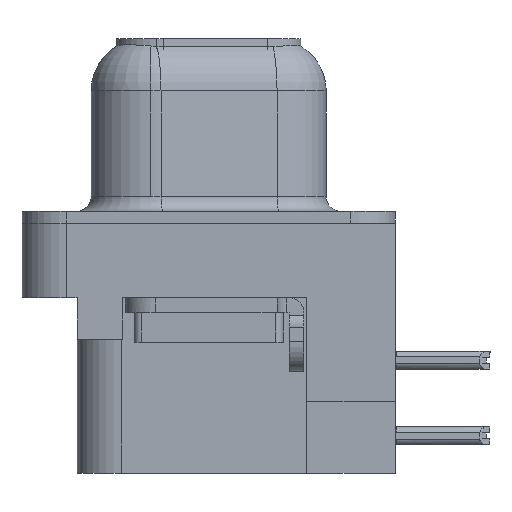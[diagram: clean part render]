
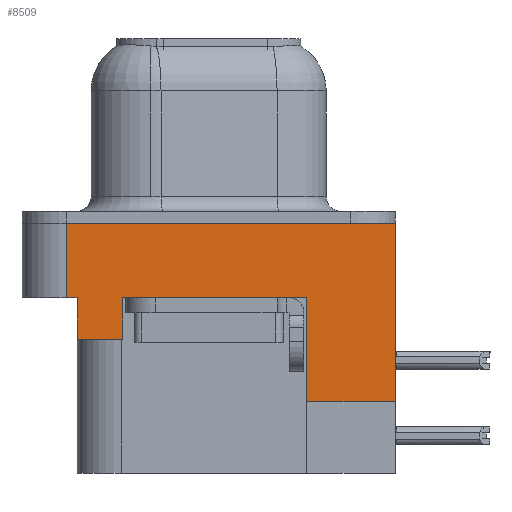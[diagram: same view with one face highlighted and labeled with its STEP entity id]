
A CAD part, left-side view. The second image highlights one B-rep face of the part: STEP entity #8509.
In plain terms, the highlighted planar face has unit normal (-1, 0, 0).
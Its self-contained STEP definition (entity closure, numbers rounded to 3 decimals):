
#78 = LINE ( 'NONE', #1415, #16295 ) ;
#112 = EDGE_CURVE ( 'NONE', #5498, #552, #11121, .T. ) ;
#214 = LINE ( 'NONE', #18589, #16945 ) ;
#255 = LINE ( 'NONE', #15668, #15972 ) ;
#298 = CARTESIAN_POINT ( 'NONE',  ( -2.91, -6.275, 0. ) ) ;
#552 = VERTEX_POINT ( 'NONE', #17578 ) ;
#592 = VERTEX_POINT ( 'NONE', #18407 ) ;
#919 = EDGE_CURVE ( 'NONE', #6354, #1001, #9558, .T. ) ;
#1001 = VERTEX_POINT ( 'NONE', #19375 ) ;
#1415 = CARTESIAN_POINT ( 'NONE',  ( -2.91, -3.295, -8.4 ) ) ;
#1441 = VECTOR ( 'NONE', #6364, 1000. ) ;
#1912 = DIRECTION ( 'NONE',  ( 0., 0., 1. ) ) ;
#2512 = DIRECTION ( 'NONE',  ( 0., 0., 1. ) ) ;
#2794 = CARTESIAN_POINT ( 'NONE',  ( -2.91, 4.775, -2.5 ) ) ;
#2873 = EDGE_CURVE ( 'NONE', #7710, #3241, #78, .T. ) ;
#3241 = VERTEX_POINT ( 'NONE', #8583 ) ;
#4172 = DIRECTION ( 'NONE',  ( -1., 0., 0. ) ) ;
#5152 = CARTESIAN_POINT ( 'NONE',  ( -2.91, 2.895, -3.9 ) ) ;
#5498 = VERTEX_POINT ( 'NONE', #7447 ) ;
#5561 = CARTESIAN_POINT ( 'NONE',  ( -2.91, 4.775, -2.5 ) ) ;
#5606 = CARTESIAN_POINT ( 'NONE',  ( -2.91, -6.275, -2.5 ) ) ;
#5888 = VERTEX_POINT ( 'NONE', #11416 ) ;
#6330 = LINE ( 'NONE', #5152, #17666 ) ;
#6354 = VERTEX_POINT ( 'NONE', #17166 ) ;
#6364 = DIRECTION ( 'NONE',  ( 0., -1., 0. ) ) ;
#6605 = CARTESIAN_POINT ( 'NONE',  ( -2.91, -3.295, -6. ) ) ;
#6881 = VERTEX_POINT ( 'NONE', #5561 ) ;
#7244 = DIRECTION ( 'NONE',  ( 0., -1., 0. ) ) ;
#7303 = VECTOR ( 'NONE', #14494, 1000. ) ;
#7330 = ORIENTED_EDGE ( 'NONE', *, *, #13416, .T. ) ;
#7372 = DIRECTION ( 'NONE',  ( 0., 1., 0. ) ) ;
#7447 = CARTESIAN_POINT ( 'NONE',  ( -2.91, 4.425, -3.9 ) ) ;
#7648 = DIRECTION ( 'NONE',  ( 0., 0., 1. ) ) ;
#7710 = VERTEX_POINT ( 'NONE', #6605 ) ;
#7994 = EDGE_CURVE ( 'NONE', #6881, #6354, #9935, .T. ) ;
#8326 = VECTOR ( 'NONE', #18984, 1000. ) ;
#8509 = ADVANCED_FACE ( 'NONE', ( #11951 ), #13854, .T. ) ;
#8583 = CARTESIAN_POINT ( 'NONE',  ( -2.91, -3.295, -2.5 ) ) ;
#8855 = CARTESIAN_POINT ( 'NONE',  ( -2.91, 4.425, -3.9 ) ) ;
#9234 = ORIENTED_EDGE ( 'NONE', *, *, #7994, .F. ) ;
#9246 = DIRECTION ( 'NONE',  ( 0., 1., 0. ) ) ;
#9500 = AXIS2_PLACEMENT_3D ( 'NONE', #18632, #4172, #15467 ) ;
#9558 = LINE ( 'NONE', #298, #1441 ) ;
#9646 = CARTESIAN_POINT ( 'NONE',  ( -2.91, -6.275, -6. ) ) ;
#9935 = LINE ( 'NONE', #2794, #13738 ) ;
#10037 = EDGE_CURVE ( 'NONE', #592, #5888, #6330, .T. ) ;
#10605 = ORIENTED_EDGE ( 'NONE', *, *, #919, .F. ) ;
#10798 = DIRECTION ( 'NONE',  ( 0., 0., 1. ) ) ;
#10938 = VECTOR ( 'NONE', #7372, 1000. ) ;
#11121 = LINE ( 'NONE', #14208, #7303 ) ;
#11221 = ORIENTED_EDGE ( 'NONE', *, *, #11404, .F. ) ;
#11404 = EDGE_CURVE ( 'NONE', #13118, #7710, #255, .T. ) ;
#11416 = CARTESIAN_POINT ( 'NONE',  ( -2.91, 2.895, -2.5 ) ) ;
#11813 = EDGE_CURVE ( 'NONE', #592, #5498, #19459, .T. ) ;
#11951 = FACE_OUTER_BOUND ( 'NONE', #19009, .T. ) ;
#12287 = LINE ( 'NONE', #5606, #15573 ) ;
#12421 = ORIENTED_EDGE ( 'NONE', *, *, #11813, .F. ) ;
#12525 = CARTESIAN_POINT ( 'NONE',  ( -2.91, -6.275, -2.5 ) ) ;
#12961 = ORIENTED_EDGE ( 'NONE', *, *, #10037, .T. ) ;
#13118 = VERTEX_POINT ( 'NONE', #9646 ) ;
#13416 = EDGE_CURVE ( 'NONE', #13118, #1001, #214, .T. ) ;
#13738 = VECTOR ( 'NONE', #7648, 1000. ) ;
#13854 = PLANE ( 'NONE',  #9500 ) ;
#13983 = EDGE_CURVE ( 'NONE', #5888, #3241, #16926, .T. ) ;
#14208 = CARTESIAN_POINT ( 'NONE',  ( -2.91, 4.425, -3.9 ) ) ;
#14494 = DIRECTION ( 'NONE',  ( 0., 0., 1. ) ) ;
#14619 = ORIENTED_EDGE ( 'NONE', *, *, #20901, .T. ) ;
#14866 = ORIENTED_EDGE ( 'NONE', *, *, #2873, .F. ) ;
#15467 = DIRECTION ( 'NONE',  ( 0., 0., 1. ) ) ;
#15573 = VECTOR ( 'NONE', #7244, 1000. ) ;
#15668 = CARTESIAN_POINT ( 'NONE',  ( -2.91, -6.495, -6. ) ) ;
#15786 = ORIENTED_EDGE ( 'NONE', *, *, #13983, .T. ) ;
#15972 = VECTOR ( 'NONE', #9246, 1000. ) ;
#16295 = VECTOR ( 'NONE', #10798, 1000. ) ;
#16926 = LINE ( 'NONE', #12525, #8326 ) ;
#16945 = VECTOR ( 'NONE', #2512, 1000. ) ;
#17166 = CARTESIAN_POINT ( 'NONE',  ( -2.91, 4.775, 0. ) ) ;
#17578 = CARTESIAN_POINT ( 'NONE',  ( -2.91, 4.425, -2.5 ) ) ;
#17666 = VECTOR ( 'NONE', #1912, 1000. ) ;
#18407 = CARTESIAN_POINT ( 'NONE',  ( -2.91, 2.895, -3.9 ) ) ;
#18589 = CARTESIAN_POINT ( 'NONE',  ( -2.91, -6.275, -2.5 ) ) ;
#18632 = CARTESIAN_POINT ( 'NONE',  ( -2.91, -6.275, -2.5 ) ) ;
#18984 = DIRECTION ( 'NONE',  ( 0., -1., 0. ) ) ;
#19009 = EDGE_LOOP ( 'NONE', ( #11221, #7330, #10605, #9234, #14619, #19280, #12421, #12961, #15786, #14866 ) ) ;
#19280 = ORIENTED_EDGE ( 'NONE', *, *, #112, .F. ) ;
#19375 = CARTESIAN_POINT ( 'NONE',  ( -2.91, -6.275, 0. ) ) ;
#19459 = LINE ( 'NONE', #8855, #10938 ) ;
#20901 = EDGE_CURVE ( 'NONE', #6881, #552, #12287, .T. ) ;
